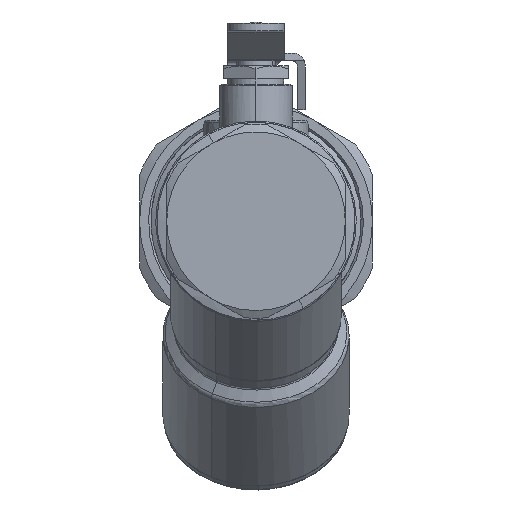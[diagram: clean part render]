
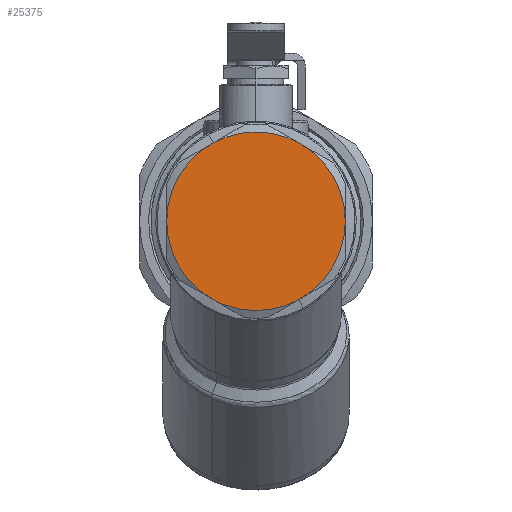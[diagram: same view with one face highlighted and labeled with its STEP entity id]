
A CAD part, front view. The second image highlights one B-rep face of the part: STEP entity #25375.
In plain terms, the highlighted planar face has unit normal (0, -1, 0).
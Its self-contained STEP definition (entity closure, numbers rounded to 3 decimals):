
#24713=CARTESIAN_POINT('Vertex',(17.25,-96.338,-29.878)) ;
#24793=CARTESIAN_POINT('Vertex',(-17.25,-96.338,-29.878)) ;
#24859=CARTESIAN_POINT('Vertex',(-34.5,-96.338,0.)) ;
#24925=CARTESIAN_POINT('Vertex',(-17.25,-96.338,29.878)) ;
#25000=CARTESIAN_POINT('Vertex',(17.25,-96.338,29.878)) ;
#25066=CARTESIAN_POINT('Vertex',(34.5,-96.338,0.)) ;
#25162=CARTESIAN_POINT('Vertex',(16.54,-96.338,-30.277)) ;
#25165=CARTESIAN_POINT('Axis2P3D Location',(0.,-96.338,0.)) ;
#25178=CARTESIAN_POINT('Axis2P3D Location',(0.,-96.338,0.)) ;
#25189=CARTESIAN_POINT('Axis2P3D Location',(0.,-96.338,0.)) ;
#25201=CARTESIAN_POINT('Axis2P3D Location',(0.,-96.338,0.)) ;
#25213=CARTESIAN_POINT('Axis2P3D Location',(0.,-96.338,0.)) ;
#25229=CARTESIAN_POINT('Vertex',(-16.54,-96.338,30.277)) ;
#25232=CARTESIAN_POINT('Axis2P3D Location',(0.,-96.338,0.)) ;
#25245=CARTESIAN_POINT('Axis2P3D Location',(0.,-96.338,0.)) ;
#25256=CARTESIAN_POINT('Axis2P3D Location',(0.,-96.338,0.)) ;
#25360=CARTESIAN_POINT('Axis2P3D Location',(0.,-96.338,34.5)) ;
#25166=DIRECTION('Axis2P3D Direction',(0.,1.,-0.)) ;
#25179=DIRECTION('Axis2P3D Direction',(0.,1.,-0.)) ;
#25190=DIRECTION('Axis2P3D Direction',(0.,1.,-0.)) ;
#25202=DIRECTION('Axis2P3D Direction',(0.,1.,-0.)) ;
#25214=DIRECTION('Axis2P3D Direction',(0.,1.,-0.)) ;
#25233=DIRECTION('Axis2P3D Direction',(0.,1.,-0.)) ;
#25246=DIRECTION('Axis2P3D Direction',(0.,1.,-0.)) ;
#25257=DIRECTION('Axis2P3D Direction',(0.,1.,-0.)) ;
#25361=DIRECTION('Axis2P3D Direction',(0.,-1.,0.)) ;
#25362=DIRECTION('Axis2P3D XDirection',(1.,0.,0.)) ;
#25167=AXIS2_PLACEMENT_3D('Circle Axis2P3D',#25165,#25166,$) ;
#25180=AXIS2_PLACEMENT_3D('Circle Axis2P3D',#25178,#25179,$) ;
#25191=AXIS2_PLACEMENT_3D('Circle Axis2P3D',#25189,#25190,$) ;
#25203=AXIS2_PLACEMENT_3D('Circle Axis2P3D',#25201,#25202,$) ;
#25215=AXIS2_PLACEMENT_3D('Circle Axis2P3D',#25213,#25214,$) ;
#25234=AXIS2_PLACEMENT_3D('Circle Axis2P3D',#25232,#25233,$) ;
#25247=AXIS2_PLACEMENT_3D('Circle Axis2P3D',#25245,#25246,$) ;
#25258=AXIS2_PLACEMENT_3D('Circle Axis2P3D',#25256,#25257,$) ;
#25363=AXIS2_PLACEMENT_3D('Plane Axis2P3D',#25360,#25361,#25362) ;
#25366=ORIENTED_EDGE('',*,*,#25182,.T.) ;
#25367=ORIENTED_EDGE('',*,*,#25193,.T.) ;
#25368=ORIENTED_EDGE('',*,*,#25260,.T.) ;
#25369=ORIENTED_EDGE('',*,*,#25236,.T.) ;
#25370=ORIENTED_EDGE('',*,*,#25249,.T.) ;
#25371=ORIENTED_EDGE('',*,*,#25217,.T.) ;
#25372=ORIENTED_EDGE('',*,*,#25205,.T.) ;
#25373=ORIENTED_EDGE('',*,*,#25169,.T.) ;
#25375=ADVANCED_FACE('PartBody',(#25374),#25364,.T.) ;
#25168=CIRCLE('generated circle',#25167,34.5) ;
#25181=CIRCLE('generated circle',#25180,34.5) ;
#25192=CIRCLE('generated circle',#25191,34.5) ;
#25204=CIRCLE('generated circle',#25203,34.5) ;
#25216=CIRCLE('generated circle',#25215,34.5) ;
#25235=CIRCLE('generated circle',#25234,34.5) ;
#25248=CIRCLE('generated circle',#25247,34.5) ;
#25259=CIRCLE('generated circle',#25258,34.5) ;
#25169=EDGE_CURVE('',#24794,#25163,#25168,.F.) ;
#25182=EDGE_CURVE('',#25163,#24714,#25181,.F.) ;
#25193=EDGE_CURVE('',#24714,#25067,#25192,.F.) ;
#25205=EDGE_CURVE('',#24860,#24794,#25204,.F.) ;
#25217=EDGE_CURVE('',#24926,#24860,#25216,.F.) ;
#25236=EDGE_CURVE('',#25001,#25230,#25235,.F.) ;
#25249=EDGE_CURVE('',#25230,#24926,#25248,.F.) ;
#25260=EDGE_CURVE('',#25067,#25001,#25259,.F.) ;
#25365=EDGE_LOOP('',(#25366,#25367,#25368,#25369,#25370,#25371,#25372,#25373)) ;
#25374=FACE_OUTER_BOUND('',#25365,.T.) ;
#25364=PLANE('',#25363) ;
#24714=VERTEX_POINT('',#24713) ;
#24794=VERTEX_POINT('',#24793) ;
#24860=VERTEX_POINT('',#24859) ;
#24926=VERTEX_POINT('',#24925) ;
#25001=VERTEX_POINT('',#25000) ;
#25067=VERTEX_POINT('',#25066) ;
#25163=VERTEX_POINT('',#25162) ;
#25230=VERTEX_POINT('',#25229) ;
